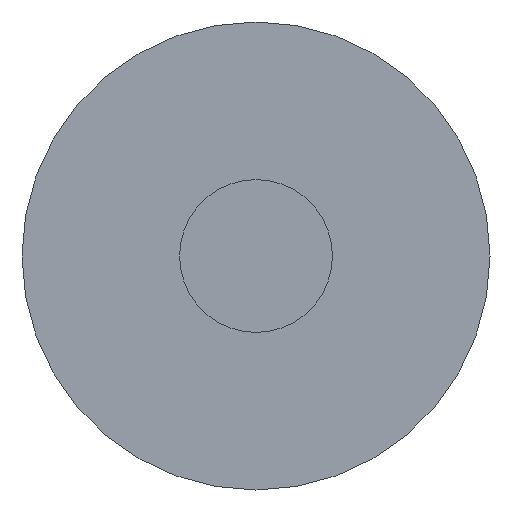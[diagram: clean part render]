
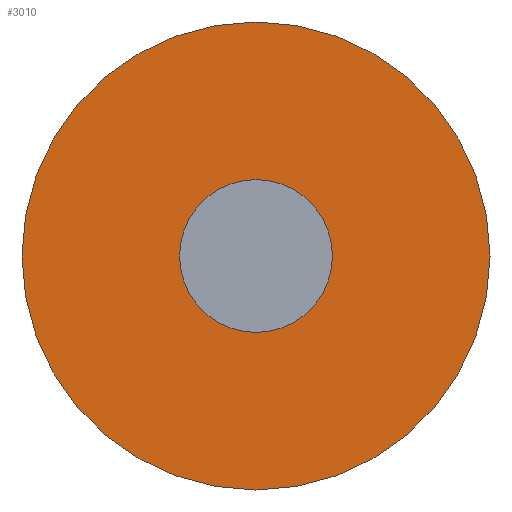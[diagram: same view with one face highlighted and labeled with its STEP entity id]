
A CAD part, left-side view. The second image highlights one B-rep face of the part: STEP entity #3010.
In plain terms, the highlighted planar face has unit normal (-1, 0, 0).
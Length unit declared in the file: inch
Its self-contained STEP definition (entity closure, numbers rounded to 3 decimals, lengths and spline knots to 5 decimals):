
#142 = EDGE_CURVE ( 'NONE', #1947, #228, #3231, .T. ) ;
#192 = ORIENTED_EDGE ( 'NONE', *, *, #738, .T. ) ;
#228 = VERTEX_POINT ( 'NONE', #306 ) ;
#306 = CARTESIAN_POINT ( 'NONE',  ( 1.25, 0., -2. ) ) ;
#311 = DIRECTION ( 'NONE',  ( 1., 0., 0. ) ) ;
#373 = PLANE ( 'NONE',  #1763 ) ;
#393 = DIRECTION ( 'NONE',  ( 0., 0., -1. ) ) ;
#414 = AXIS2_PLACEMENT_3D ( 'NONE', #1672, #1412, #1731 ) ;
#457 = DIRECTION ( 'NONE',  ( 0., 0., 1. ) ) ;
#649 = CARTESIAN_POINT ( 'NONE',  ( 1.25, 0., 2. ) ) ;
#651 = DIRECTION ( 'NONE',  ( 1., 0., 0. ) ) ;
#656 = CIRCLE ( 'NONE', #2413, 6.125 ) ;
#738 = EDGE_CURVE ( 'NONE', #1817, #2143, #656, .T. ) ;
#908 = AXIS2_PLACEMENT_3D ( 'NONE', #1816, #311, #393 ) ;
#1388 = DIRECTION ( 'NONE',  ( 1., 0., 0. ) ) ;
#1412 = DIRECTION ( 'NONE',  ( -1., 0., 0. ) ) ;
#1440 = EDGE_LOOP ( 'NONE', ( #3228, #2596 ) ) ;
#1506 = FACE_OUTER_BOUND ( 'NONE', #2964, .T. ) ;
#1568 = CARTESIAN_POINT ( 'NONE',  ( 1.25, 2., 0. ) ) ;
#1608 = ORIENTED_EDGE ( 'NONE', *, *, #2606, .T. ) ;
#1672 = CARTESIAN_POINT ( 'NONE',  ( 1.25, 0., 0. ) ) ;
#1731 = DIRECTION ( 'NONE',  ( 0., 0., 1. ) ) ;
#1763 = AXIS2_PLACEMENT_3D ( 'NONE', #1568, #651, #2475 ) ;
#1816 = CARTESIAN_POINT ( 'NONE',  ( 1.25, 0., 0. ) ) ;
#1817 = VERTEX_POINT ( 'NONE', #2199 ) ;
#1947 = VERTEX_POINT ( 'NONE', #649 ) ;
#1991 = EDGE_CURVE ( 'NONE', #228, #1947, #2947, .T. ) ;
#2086 = CIRCLE ( 'NONE', #414, 6.125 ) ;
#2143 = VERTEX_POINT ( 'NONE', #3133 ) ;
#2199 = CARTESIAN_POINT ( 'NONE',  ( 1.25, 0., -6.125 ) ) ;
#2205 = CARTESIAN_POINT ( 'NONE',  ( 1.25, 0., 0. ) ) ;
#2413 = AXIS2_PLACEMENT_3D ( 'NONE', #2205, #3089, #457 ) ;
#2475 = DIRECTION ( 'NONE',  ( 0., 0., -1. ) ) ;
#2596 = ORIENTED_EDGE ( 'NONE', *, *, #1991, .T. ) ;
#2606 = EDGE_CURVE ( 'NONE', #2143, #1817, #2086, .T. ) ;
#2947 = CIRCLE ( 'NONE', #908, 2. ) ;
#2964 = EDGE_LOOP ( 'NONE', ( #1608, #192 ) ) ;
#3010 = ADVANCED_FACE ( 'NONE', ( #3639, #1506 ), #373, .F. ) ;
#3089 = DIRECTION ( 'NONE',  ( -1., 0., 0. ) ) ;
#3133 = CARTESIAN_POINT ( 'NONE',  ( 1.25, 0., 6.125 ) ) ;
#3176 = CARTESIAN_POINT ( 'NONE',  ( 1.25, 0., 0. ) ) ;
#3228 = ORIENTED_EDGE ( 'NONE', *, *, #142, .T. ) ;
#3231 = CIRCLE ( 'NONE', #3725, 2. ) ;
#3639 = FACE_BOUND ( 'NONE', #1440, .T. ) ;
#3720 = DIRECTION ( 'NONE',  ( 0., 0., -1. ) ) ;
#3725 = AXIS2_PLACEMENT_3D ( 'NONE', #3176, #1388, #3720 ) ;
